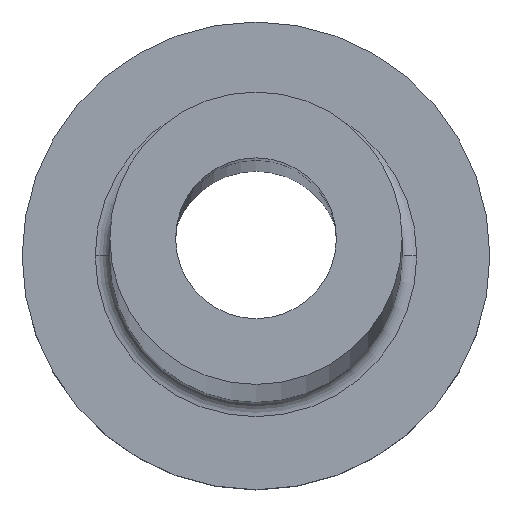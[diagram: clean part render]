
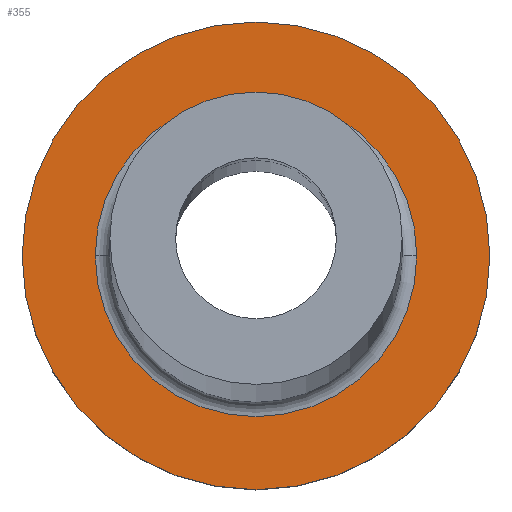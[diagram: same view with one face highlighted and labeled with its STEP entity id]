
A CAD part, top view. The second image highlights one B-rep face of the part: STEP entity #355.
In plain terms, the highlighted planar face has unit normal (0, 0, 1).
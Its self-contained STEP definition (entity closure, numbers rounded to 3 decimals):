
#11 = CARTESIAN_POINT ( 'NONE',  ( 0., 0., 5. ) ) ;
#21 = EDGE_CURVE ( 'NONE', #178, #138, #410, .T. ) ;
#28 = FACE_OUTER_BOUND ( 'NONE', #195, .T. ) ;
#35 = EDGE_CURVE ( 'NONE', #138, #178, #201, .T. ) ;
#39 = CARTESIAN_POINT ( 'NONE',  ( 0., 0., 5. ) ) ;
#40 = ORIENTED_EDGE ( 'NONE', *, *, #21, .T. ) ;
#47 = CARTESIAN_POINT ( 'NONE',  ( 0., 0., 5. ) ) ;
#51 = DIRECTION ( 'NONE',  ( 1., 0., 0. ) ) ;
#55 = AXIS2_PLACEMENT_3D ( 'NONE', #11, #186, #51 ) ;
#65 = FACE_BOUND ( 'NONE', #349, .T. ) ;
#73 = DIRECTION ( 'NONE',  ( 1., 0., 0. ) ) ;
#77 = DIRECTION ( 'NONE',  ( 0., 0., -1. ) ) ;
#82 = PLANE ( 'NONE',  #459 ) ;
#102 = DIRECTION ( 'NONE',  ( 0., 0., 1. ) ) ;
#107 = EDGE_CURVE ( 'NONE', #248, #308, #149, .T. ) ;
#109 = AXIS2_PLACEMENT_3D ( 'NONE', #252, #102, #73 ) ;
#138 = VERTEX_POINT ( 'NONE', #291 ) ;
#144 = DIRECTION ( 'NONE',  ( 0., 0., 1. ) ) ;
#149 = CIRCLE ( 'NONE', #216, 5.5 ) ;
#152 = ORIENTED_EDGE ( 'NONE', *, *, #107, .T. ) ;
#162 = ORIENTED_EDGE ( 'NONE', *, *, #35, .T. ) ;
#175 = ORIENTED_EDGE ( 'NONE', *, *, #281, .T. ) ;
#178 = VERTEX_POINT ( 'NONE', #440 ) ;
#185 = DIRECTION ( 'NONE',  ( 1., 0., 0. ) ) ;
#186 = DIRECTION ( 'NONE',  ( 0., 0., 1. ) ) ;
#195 = EDGE_LOOP ( 'NONE', ( #40, #162 ) ) ;
#201 = CIRCLE ( 'NONE', #109, 8. ) ;
#202 = DIRECTION ( 'NONE',  ( 1., 0., 0. ) ) ;
#216 = AXIS2_PLACEMENT_3D ( 'NONE', #47, #77, #407 ) ;
#248 = VERTEX_POINT ( 'NONE', #427 ) ;
#252 = CARTESIAN_POINT ( 'NONE',  ( 0., 0., 5. ) ) ;
#276 = CARTESIAN_POINT ( 'NONE',  ( -5.5, 0., 5. ) ) ;
#279 = CIRCLE ( 'NONE', #293, 5.5 ) ;
#281 = EDGE_CURVE ( 'NONE', #308, #248, #279, .T. ) ;
#291 = CARTESIAN_POINT ( 'NONE',  ( 8., 0., 5. ) ) ;
#293 = AXIS2_PLACEMENT_3D ( 'NONE', #39, #397, #202 ) ;
#308 = VERTEX_POINT ( 'NONE', #276 ) ;
#349 = EDGE_LOOP ( 'NONE', ( #152, #175 ) ) ;
#355 = ADVANCED_FACE ( 'NONE', ( #65, #28 ), #82, .T. ) ;
#373 = CARTESIAN_POINT ( 'NONE',  ( 0., 0., 5. ) ) ;
#397 = DIRECTION ( 'NONE',  ( 0., 0., -1. ) ) ;
#407 = DIRECTION ( 'NONE',  ( 1., 0., 0. ) ) ;
#410 = CIRCLE ( 'NONE', #55, 8. ) ;
#427 = CARTESIAN_POINT ( 'NONE',  ( 5.5, 0., 5. ) ) ;
#440 = CARTESIAN_POINT ( 'NONE',  ( -8., 0., 5. ) ) ;
#459 = AXIS2_PLACEMENT_3D ( 'NONE', #373, #144, #185 ) ;
